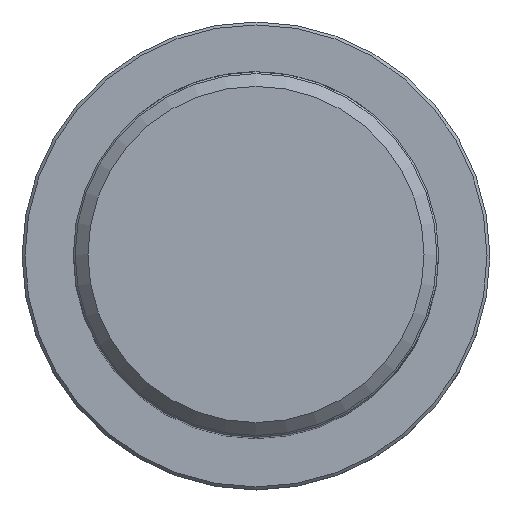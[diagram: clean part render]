
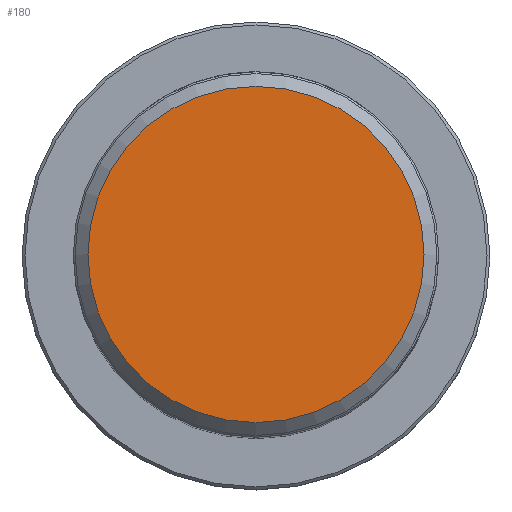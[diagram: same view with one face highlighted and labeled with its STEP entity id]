
A CAD part, top view. The second image highlights one B-rep face of the part: STEP entity #180.
In plain terms, the highlighted planar face has unit normal (0, 0, 1).
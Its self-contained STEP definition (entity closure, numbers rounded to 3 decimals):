
#151=PLANE('',#966);
#180=ADVANCED_FACE('CU_SU_2',(#236),#151,.F.);
#236=FACE_OUTER_BOUND('',#282,.T.);
#282=EDGE_LOOP('',(#488));
#391=CIRCLE('',#965,11.497);
#488=ORIENTED_EDGE('',*,*,#767,.F.);
#673=VERTEX_POINT('',#1998);
#767=EDGE_CURVE('',#673,#673,#391,.T.);
#965=AXIS2_PLACEMENT_3D('',#1997,#1115,#1116);
#966=AXIS2_PLACEMENT_3D('',#1999,#1117,#1118);
#1115=DIRECTION('',(0.,0.,-1.));
#1116=DIRECTION('',(-1.,0.,0.));
#1117=DIRECTION('',(0.,0.,-1.));
#1118=DIRECTION('',(-1.,0.,0.));
#1997=CARTESIAN_POINT('',(0.,0.,56.));
#1998=CARTESIAN_POINT('',(-11.497,0.,56.));
#1999=CARTESIAN_POINT('',(0.,0.,56.));
